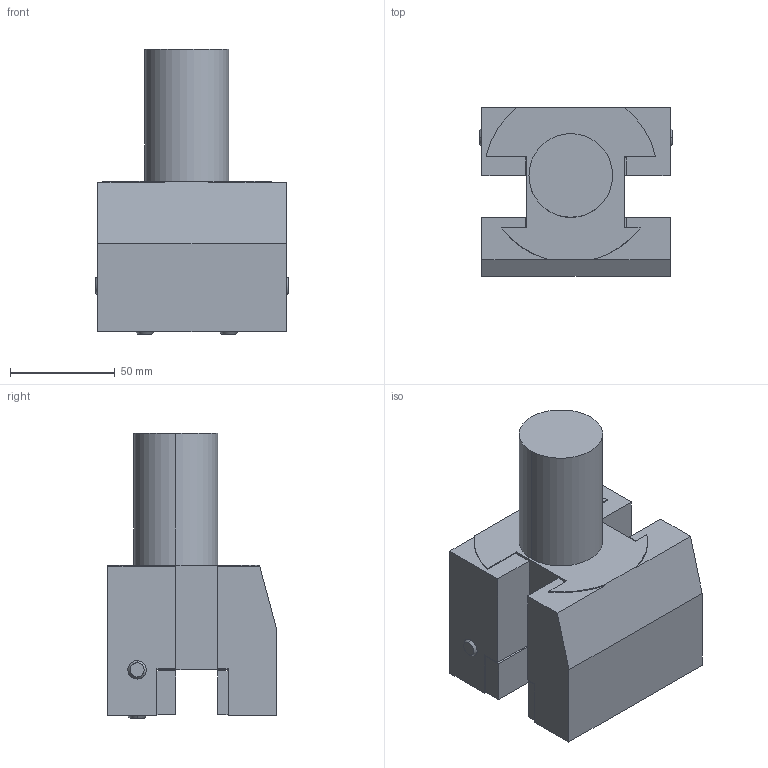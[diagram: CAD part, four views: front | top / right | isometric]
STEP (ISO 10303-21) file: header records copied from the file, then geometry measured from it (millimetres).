
FILE_DESCRIPTION(/* description */ (''),/* implementation_level */ '2;1');
FILE_NAME(/* name */ 'VDI.40-D1.25.stp',/* time_stamp */ '2024-10-02T09:18:12+02:00',/* author */ (''),/* organization */ (''),/* preprocessor_version */ 'ST-DEVELOPER v16.7',/* originating_system */ 'SIEMENS PLM Software NX 12.0',/* authorisation */ '');
FILE_SCHEMA (('AUTOMOTIVE_DESIGN { 1 0 10303 214 3 1 1 1 }'));
Length unit declared in the file: millimetre
Products named in the file (1): pf66111C9EA7pvmo
Bounding box: 92.6 x 80.5 x 136.3 mm (x, y, z)
Volume: 503479.4 mm3; surface area: 56969 mm2
Topology: 1 solids, 1 shells, 62 faces, 159 edges, 106 vertices
Faces by surface type: plane 48, bspline 8, cylinder 6
Entity records: 2536 total; most frequent: CARTESIAN_POINT 988, ORIENTED_EDGE 318, DIRECTION 283, EDGE_CURVE 159, LINE 121, VECTOR 121, VERTEX_POINT 106, AXIS2_PLACEMENT_3D 81
